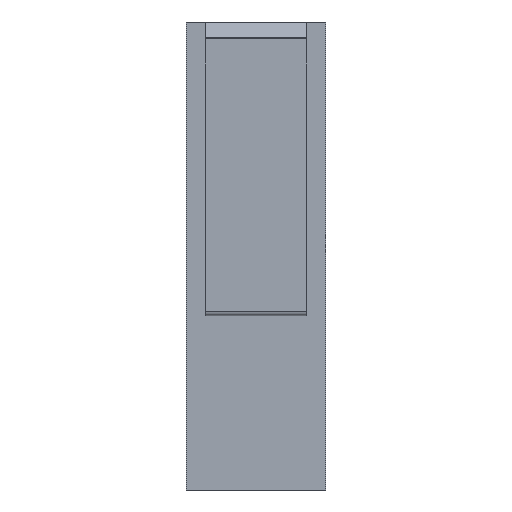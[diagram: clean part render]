
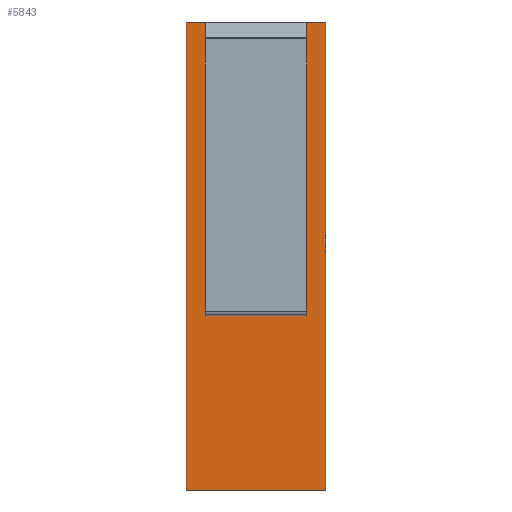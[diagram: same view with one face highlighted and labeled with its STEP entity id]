
A CAD part, front view. The second image highlights one B-rep face of the part: STEP entity #5843.
In plain terms, the highlighted planar face has unit normal (0, -1, 0).
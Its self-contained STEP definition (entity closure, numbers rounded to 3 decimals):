
#22 = VECTOR ( 'NONE', #5417, 1000. ) ;
#188 = CARTESIAN_POINT ( 'NONE',  ( -6.65, 0., 0. ) ) ;
#299 = LINE ( 'NONE', #4131, #6439 ) ;
#311 = CARTESIAN_POINT ( 'NONE',  ( 9.15, 0., -61.2 ) ) ;
#340 = EDGE_CURVE ( 'NONE', #1229, #7119, #2414, .T. ) ;
#497 = DIRECTION ( 'NONE',  ( 1., 0., 0. ) ) ;
#527 = VERTEX_POINT ( 'NONE', #6270 ) ;
#887 = EDGE_LOOP ( 'NONE', ( #3413, #3110, #4116, #7225, #3228, #2022, #1765, #5249 ) ) ;
#890 = CARTESIAN_POINT ( 'NONE',  ( 9.15, 0., 0. ) ) ;
#929 = DIRECTION ( 'NONE',  ( 0., 0., -1. ) ) ;
#1045 = VERTEX_POINT ( 'NONE', #7570 ) ;
#1167 = EDGE_CURVE ( 'NONE', #1229, #1045, #5018, .T. ) ;
#1199 = CARTESIAN_POINT ( 'NONE',  ( 9.15, 0., -61.2 ) ) ;
#1209 = VECTOR ( 'NONE', #7393, 1000. ) ;
#1218 = DIRECTION ( 'NONE',  ( 0., 0., -1. ) ) ;
#1229 = VERTEX_POINT ( 'NONE', #5380 ) ;
#1479 = AXIS2_PLACEMENT_3D ( 'NONE', #311, #2187, #929 ) ;
#1541 = LINE ( 'NONE', #3200, #5548 ) ;
#1686 = DIRECTION ( 'NONE',  ( -1., 0., 0. ) ) ;
#1694 = FACE_OUTER_BOUND ( 'NONE', #887, .T. ) ;
#1765 = ORIENTED_EDGE ( 'NONE', *, *, #7615, .F. ) ;
#2017 = CARTESIAN_POINT ( 'NONE',  ( 6.65, 0., 0. ) ) ;
#2022 = ORIENTED_EDGE ( 'NONE', *, *, #2355, .F. ) ;
#2080 = VERTEX_POINT ( 'NONE', #5807 ) ;
#2187 = DIRECTION ( 'NONE',  ( 0., -1., 0. ) ) ;
#2286 = VECTOR ( 'NONE', #6661, 1000. ) ;
#2355 = EDGE_CURVE ( 'NONE', #5370, #5200, #2566, .T. ) ;
#2377 = CARTESIAN_POINT ( 'NONE',  ( 6.65, 0., 0. ) ) ;
#2414 = LINE ( 'NONE', #2017, #3341 ) ;
#2506 = EDGE_CURVE ( 'NONE', #5200, #527, #1541, .T. ) ;
#2566 = LINE ( 'NONE', #5448, #2670 ) ;
#2610 = DIRECTION ( 'NONE',  ( 0., 0., 1. ) ) ;
#2670 = VECTOR ( 'NONE', #1218, 1000. ) ;
#3108 = VERTEX_POINT ( 'NONE', #7412 ) ;
#3110 = ORIENTED_EDGE ( 'NONE', *, *, #3566, .T. ) ;
#3200 = CARTESIAN_POINT ( 'NONE',  ( -9.15, 0., -61.2 ) ) ;
#3228 = ORIENTED_EDGE ( 'NONE', *, *, #2506, .F. ) ;
#3341 = VECTOR ( 'NONE', #2610, 1000. ) ;
#3413 = ORIENTED_EDGE ( 'NONE', *, *, #1167, .T. ) ;
#3566 = EDGE_CURVE ( 'NONE', #1045, #3108, #5974, .T. ) ;
#3916 = LINE ( 'NONE', #6398, #1209 ) ;
#4116 = ORIENTED_EDGE ( 'NONE', *, *, #6153, .F. ) ;
#4131 = CARTESIAN_POINT ( 'NONE',  ( -9.15, 0., 0. ) ) ;
#5000 = DIRECTION ( 'NONE',  ( -1., 0., 0. ) ) ;
#5018 = LINE ( 'NONE', #6544, #5662 ) ;
#5200 = VERTEX_POINT ( 'NONE', #1199 ) ;
#5249 = ORIENTED_EDGE ( 'NONE', *, *, #340, .F. ) ;
#5370 = VERTEX_POINT ( 'NONE', #890 ) ;
#5380 = CARTESIAN_POINT ( 'NONE',  ( 6.65, 0., -38.4 ) ) ;
#5417 = DIRECTION ( 'NONE',  ( 0., 0., 1. ) ) ;
#5448 = CARTESIAN_POINT ( 'NONE',  ( 9.15, 0., 0. ) ) ;
#5534 = CARTESIAN_POINT ( 'NONE',  ( -9.15, 0., 0. ) ) ;
#5548 = VECTOR ( 'NONE', #5000, 1000. ) ;
#5662 = VECTOR ( 'NONE', #1686, 1000. ) ;
#5688 = EDGE_CURVE ( 'NONE', #527, #2080, #3916, .T. ) ;
#5807 = CARTESIAN_POINT ( 'NONE',  ( -9.15, 0., 0. ) ) ;
#5843 = ADVANCED_FACE ( 'NONE', ( #1694 ), #7417, .T. ) ;
#5974 = LINE ( 'NONE', #188, #22 ) ;
#6153 = EDGE_CURVE ( 'NONE', #2080, #3108, #7013, .T. ) ;
#6270 = CARTESIAN_POINT ( 'NONE',  ( -9.15, 0., -61.2 ) ) ;
#6398 = CARTESIAN_POINT ( 'NONE',  ( -9.15, 0., 0. ) ) ;
#6439 = VECTOR ( 'NONE', #497, 1000. ) ;
#6544 = CARTESIAN_POINT ( 'NONE',  ( 6.65, 0., -38.4 ) ) ;
#6661 = DIRECTION ( 'NONE',  ( 1., 0., 0. ) ) ;
#7013 = LINE ( 'NONE', #5534, #2286 ) ;
#7119 = VERTEX_POINT ( 'NONE', #2377 ) ;
#7225 = ORIENTED_EDGE ( 'NONE', *, *, #5688, .F. ) ;
#7393 = DIRECTION ( 'NONE',  ( 0., 0., 1. ) ) ;
#7412 = CARTESIAN_POINT ( 'NONE',  ( -6.65, 0., 0. ) ) ;
#7417 = PLANE ( 'NONE',  #1479 ) ;
#7570 = CARTESIAN_POINT ( 'NONE',  ( -6.65, 0., -38.4 ) ) ;
#7615 = EDGE_CURVE ( 'NONE', #7119, #5370, #299, .T. ) ;
